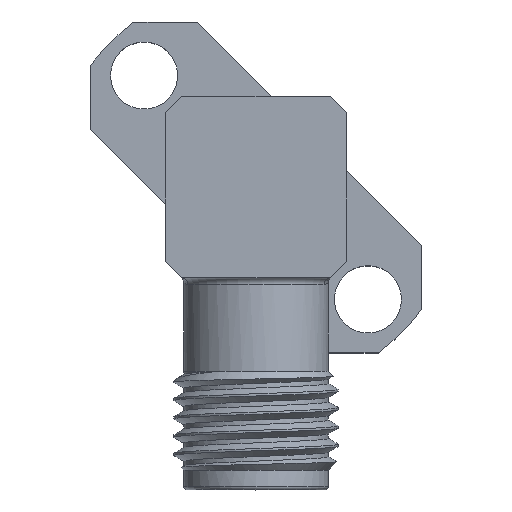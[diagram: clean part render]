
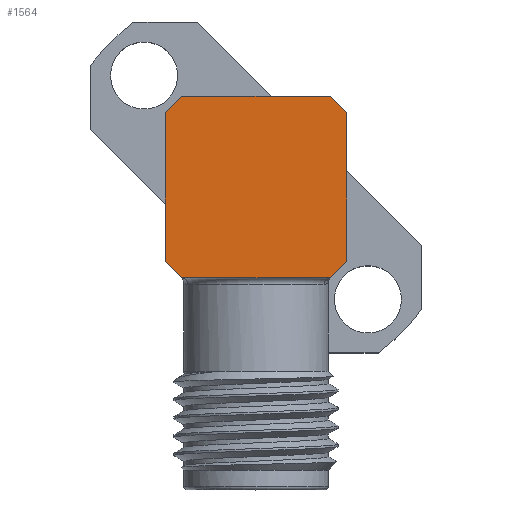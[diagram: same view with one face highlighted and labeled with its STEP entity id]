
A CAD part, top view. The second image highlights one B-rep face of the part: STEP entity #1564.
In plain terms, the highlighted planar face has unit normal (0, 0, 1).
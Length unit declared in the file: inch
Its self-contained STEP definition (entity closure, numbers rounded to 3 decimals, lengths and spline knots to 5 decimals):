
#34 = EDGE_LOOP ( 'NONE', ( #1944, #1897, #2137, #768, #1495, #2839, #3166, #926 ) ) ;
#58 = DIRECTION ( 'NONE',  ( 0., 1., 0. ) ) ;
#135 = VECTOR ( 'NONE', #1866, 39.37008 ) ;
#145 = VECTOR ( 'NONE', #1480, 39.37008 ) ;
#176 = CARTESIAN_POINT ( 'NONE',  ( 0.1128, 0.1378, 0.1378 ) ) ;
#245 = FACE_OUTER_BOUND ( 'NONE', #34, .T. ) ;
#321 = CARTESIAN_POINT ( 'NONE',  ( -0.1128, -0.1378, 0.1378 ) ) ;
#426 = CARTESIAN_POINT ( 'NONE',  ( -0.1378, -0.1378, 0.1378 ) ) ;
#524 = CARTESIAN_POINT ( 'NONE',  ( 0.1378, -0.1378, 0.1378 ) ) ;
#612 = LINE ( 'NONE', #1644, #2434 ) ;
#690 = EDGE_CURVE ( 'NONE', #3139, #3201, #3015, .T. ) ;
#768 = ORIENTED_EDGE ( 'NONE', *, *, #690, .T. ) ;
#826 = DIRECTION ( 'NONE',  ( -1., 0., 0. ) ) ;
#913 = EDGE_CURVE ( 'NONE', #3201, #1519, #2757, .T. ) ;
#926 = ORIENTED_EDGE ( 'NONE', *, *, #1094, .T. ) ;
#927 = VERTEX_POINT ( 'NONE', #321 ) ;
#968 = CARTESIAN_POINT ( 'NONE',  ( 0., 0., 0.1378 ) ) ;
#982 = CARTESIAN_POINT ( 'NONE',  ( 0.1128, -0.1378, 0.1378 ) ) ;
#1026 = VECTOR ( 'NONE', #2609, 39.37008 ) ;
#1029 = CARTESIAN_POINT ( 'NONE',  ( -0.1378, -0.1128, 0.1378 ) ) ;
#1094 = EDGE_CURVE ( 'NONE', #2266, #2810, #2871, .T. ) ;
#1167 = DIRECTION ( 'NONE',  ( -0.707, -0.707, 0. ) ) ;
#1178 = DIRECTION ( 'NONE',  ( 0.707, -0.707, 0. ) ) ;
#1190 = PLANE ( 'NONE',  #1884 ) ;
#1230 = EDGE_CURVE ( 'NONE', #927, #3139, #2140, .T. ) ;
#1320 = EDGE_CURVE ( 'NONE', #1519, #3180, #3164, .T. ) ;
#1480 = DIRECTION ( 'NONE',  ( 0., -1., 0. ) ) ;
#1491 = VECTOR ( 'NONE', #2129, 39.37008 ) ;
#1495 = ORIENTED_EDGE ( 'NONE', *, *, #913, .T. ) ;
#1519 = VERTEX_POINT ( 'NONE', #2692 ) ;
#1535 = CARTESIAN_POINT ( 'NONE',  ( -0.1378, 0.1128, 0.1378 ) ) ;
#1564 = ADVANCED_FACE ( 'NONE', ( #245 ), #1190, .F. ) ;
#1644 = CARTESIAN_POINT ( 'NONE',  ( -0.1128, -0.1378, 0.1378 ) ) ;
#1754 = LINE ( 'NONE', #2517, #2972 ) ;
#1866 = DIRECTION ( 'NONE',  ( 0.707, 0.707, 0. ) ) ;
#1884 = AXIS2_PLACEMENT_3D ( 'NONE', #968, #2951, #3134 ) ;
#1897 = ORIENTED_EDGE ( 'NONE', *, *, #3008, .T. ) ;
#1904 = CARTESIAN_POINT ( 'NONE',  ( -0.1378, 0.1128, 0.1378 ) ) ;
#1944 = ORIENTED_EDGE ( 'NONE', *, *, #2686, .T. ) ;
#1949 = VERTEX_POINT ( 'NONE', #1029 ) ;
#1957 = VECTOR ( 'NONE', #58, 39.37008 ) ;
#1996 = CARTESIAN_POINT ( 'NONE',  ( 0.1128, 0.1378, 0.1378 ) ) ;
#2035 = LINE ( 'NONE', #2200, #145 ) ;
#2046 = CARTESIAN_POINT ( 'NONE',  ( -0.1128, 0.1378, 0.1378 ) ) ;
#2049 = CARTESIAN_POINT ( 'NONE',  ( 0.1378, -0.1128, 0.1378 ) ) ;
#2129 = DIRECTION ( 'NONE',  ( 1., 0., 0. ) ) ;
#2137 = ORIENTED_EDGE ( 'NONE', *, *, #1230, .T. ) ;
#2140 = LINE ( 'NONE', #426, #1491 ) ;
#2200 = CARTESIAN_POINT ( 'NONE',  ( -0.1378, -0.1378, 0.1378 ) ) ;
#2266 = VERTEX_POINT ( 'NONE', #2046 ) ;
#2293 = CARTESIAN_POINT ( 'NONE',  ( 0.1378, -0.1128, 0.1378 ) ) ;
#2434 = VECTOR ( 'NONE', #1178, 39.37008 ) ;
#2517 = CARTESIAN_POINT ( 'NONE',  ( -0.1378, 0.1378, 0.1378 ) ) ;
#2609 = DIRECTION ( 'NONE',  ( -0.707, 0.707, 0. ) ) ;
#2686 = EDGE_CURVE ( 'NONE', #2810, #1949, #2035, .T. ) ;
#2692 = CARTESIAN_POINT ( 'NONE',  ( 0.1378, 0.1128, 0.1378 ) ) ;
#2718 = VECTOR ( 'NONE', #1167, 39.37008 ) ;
#2757 = LINE ( 'NONE', #524, #1957 ) ;
#2810 = VERTEX_POINT ( 'NONE', #1535 ) ;
#2839 = ORIENTED_EDGE ( 'NONE', *, *, #1320, .T. ) ;
#2858 = EDGE_CURVE ( 'NONE', #3180, #2266, #1754, .T. ) ;
#2871 = LINE ( 'NONE', #1904, #2718 ) ;
#2951 = DIRECTION ( 'NONE',  ( 0., 0., -1. ) ) ;
#2972 = VECTOR ( 'NONE', #826, 39.37008 ) ;
#3008 = EDGE_CURVE ( 'NONE', #1949, #927, #612, .T. ) ;
#3015 = LINE ( 'NONE', #2293, #135 ) ;
#3134 = DIRECTION ( 'NONE',  ( -1., 0., 0. ) ) ;
#3139 = VERTEX_POINT ( 'NONE', #982 ) ;
#3164 = LINE ( 'NONE', #176, #1026 ) ;
#3166 = ORIENTED_EDGE ( 'NONE', *, *, #2858, .T. ) ;
#3180 = VERTEX_POINT ( 'NONE', #1996 ) ;
#3201 = VERTEX_POINT ( 'NONE', #2049 ) ;
